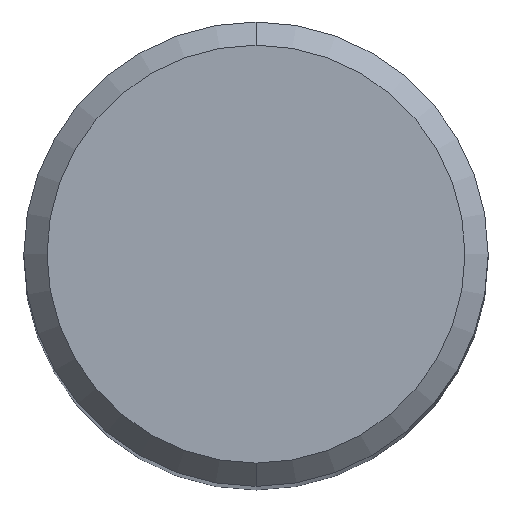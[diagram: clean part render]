
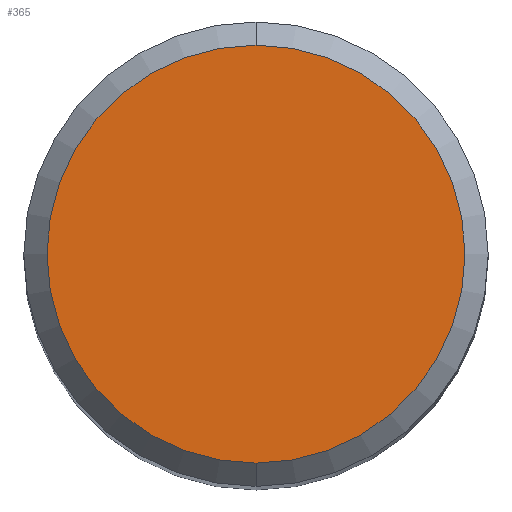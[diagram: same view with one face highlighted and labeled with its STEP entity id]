
A CAD part, top view. The second image highlights one B-rep face of the part: STEP entity #365.
In plain terms, the highlighted planar face has unit normal (0, 0, 1).
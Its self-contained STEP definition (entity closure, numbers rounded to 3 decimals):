
#365=ADVANCED_FACE('',(#691),#692,.T.);
#393=VERTEX_POINT('',#724);
#407=VERTEX_POINT('',#739);
#447=EDGE_CURVE('',#407,#393,#783,.T.);
#461=EDGE_CURVE('',#393,#407,#798,.T.);
#691=FACE_OUTER_BOUND('',#1234,.T.);
#692=PLANE('',#1235);
#724=CARTESIAN_POINT('',(0.,-3.6,0.0));
#739=CARTESIAN_POINT('',(0.0,3.6,0.0));
#783=CIRCLE('',#1428,3.6);
#798=CIRCLE('',#1447,3.6);
#1234=EDGE_LOOP('',(#1669,#1670));
#1235=AXIS2_PLACEMENT_3D('',#1671,#1672,#1673);
#1428=AXIS2_PLACEMENT_3D('',#1799,#1800,#1801);
#1447=AXIS2_PLACEMENT_3D('',#1814,#1815,#1816);
#1669=ORIENTED_EDGE('',*,*,#447,.F.);
#1670=ORIENTED_EDGE('',*,*,#461,.F.);
#1671=CARTESIAN_POINT('',(0.0,1.8,0.0));
#1672=DIRECTION('',(-0.0,0.0,1.0));
#1673=DIRECTION('',(0.0,-1.0,0.0));
#1799=CARTESIAN_POINT('',(0.0,0.0,0.0));
#1800=DIRECTION('',(0.0,0.0,-1.0));
#1801=DIRECTION('',(0.0,1.0,0.0));
#1814=CARTESIAN_POINT('',(0.0,0.0,0.0));
#1815=DIRECTION('',(0.0,0.0,-1.0));
#1816=DIRECTION('',(0.0,1.0,0.0));
